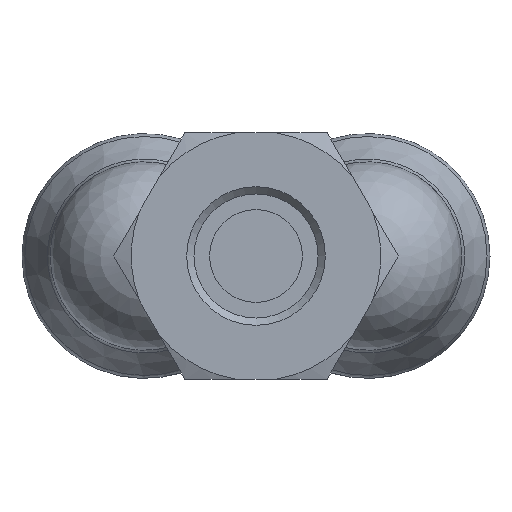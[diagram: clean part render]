
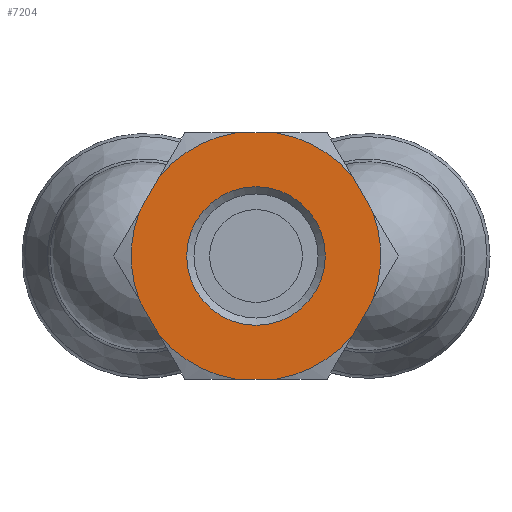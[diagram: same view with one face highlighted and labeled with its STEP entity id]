
A CAD part, front view. The second image highlights one B-rep face of the part: STEP entity #7204.
In plain terms, the highlighted face is planar.
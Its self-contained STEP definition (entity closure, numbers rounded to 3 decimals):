
#7080=CARTESIAN_POINT('',(-23.1,4.783,0.));
#7081=VERTEX_POINT('',#7080);
#7082=CARTESIAN_POINT('',(-23.1,0.,0.0));
#7083=DIRECTION('',(-1.0,0.0,0.0));
#7084=DIRECTION('',(0.0,-1.0,0.0));
#7085=AXIS2_PLACEMENT_3D('',#7082,#7083,#7084);
#7086=CIRCLE('',#7085,4.783);
#7087=EDGE_CURVE('',#7081,#7081,#7086,.T.);
#7092=CARTESIAN_POINT('',(-23.1,6.391,0.0));
#7093=DIRECTION('',(-1.0,0.0,0.0));
#7094=DIRECTION('',(0.0,0.0,1.0));
#7095=AXIS2_PLACEMENT_3D('',#7092,#7093,#7094);
#7096=PLANE('',#7095);
#7097=CARTESIAN_POINT('',(-23.1,8.063,3.035));
#7098=VERTEX_POINT('',#7097);
#7099=CARTESIAN_POINT('',(-23.1,8.063,-3.035));
#7100=VERTEX_POINT('',#7099);
#7101=CARTESIAN_POINT('',(-23.1,0.,0.0));
#7102=DIRECTION('',(-1.0,0.0,0.0));
#7103=DIRECTION('',(0.0,1.0,0.0));
#7104=AXIS2_PLACEMENT_3D('',#7101,#7102,#7103);
#7105=CIRCLE('',#7104,8.615);
#7106=EDGE_CURVE('',#7098,#7100,#7105,.T.);
#7107=ORIENTED_EDGE('',*,*,#7106,.T.);
#7108=CARTESIAN_POINT('',(-23.1,6.66,-5.465));
#7109=VERTEX_POINT('',#7108);
#7110=CARTESIAN_POINT('',(-23.1,6.66,-5.465));
#7111=DIRECTION('',(0.0,0.5,0.866));
#7112=VECTOR('',#7111,2.805);
#7113=LINE('',#7110,#7112);
#7114=EDGE_CURVE('',#7109,#7100,#7113,.T.);
#7115=ORIENTED_EDGE('',*,*,#7114,.F.);
#7116=CARTESIAN_POINT('',(-23.1,1.403,-8.5));
#7117=VERTEX_POINT('',#7116);
#7118=CARTESIAN_POINT('',(-23.1,0.,0.0));
#7119=DIRECTION('',(-1.0,0.0,0.0));
#7120=DIRECTION('',(0.0,1.0,0.0));
#7121=AXIS2_PLACEMENT_3D('',#7118,#7119,#7120);
#7122=CIRCLE('',#7121,8.615);
#7123=EDGE_CURVE('',#7109,#7117,#7122,.T.);
#7124=ORIENTED_EDGE('',*,*,#7123,.T.);
#7125=CARTESIAN_POINT('',(-23.1,-1.403,-8.5));
#7126=VERTEX_POINT('',#7125);
#7127=CARTESIAN_POINT('',(-23.1,-1.403,-8.5));
#7128=DIRECTION('',(0.0,1.0,0.0));
#7129=VECTOR('',#7128,2.805);
#7130=LINE('',#7127,#7129);
#7131=EDGE_CURVE('',#7126,#7117,#7130,.T.);
#7132=ORIENTED_EDGE('',*,*,#7131,.F.);
#7133=CARTESIAN_POINT('',(-23.1,-6.66,-5.465));
#7134=VERTEX_POINT('',#7133);
#7135=CARTESIAN_POINT('',(-23.1,0.,0.0));
#7136=DIRECTION('',(-1.0,0.0,0.0));
#7137=DIRECTION('',(0.0,1.0,0.0));
#7138=AXIS2_PLACEMENT_3D('',#7135,#7136,#7137);
#7139=CIRCLE('',#7138,8.615);
#7140=EDGE_CURVE('',#7126,#7134,#7139,.T.);
#7141=ORIENTED_EDGE('',*,*,#7140,.T.);
#7142=CARTESIAN_POINT('',(-23.1,-8.063,-3.035));
#7143=VERTEX_POINT('',#7142);
#7144=CARTESIAN_POINT('',(-23.1,-8.063,-3.035));
#7145=DIRECTION('',(0.0,0.5,-0.866));
#7146=VECTOR('',#7145,2.805);
#7147=LINE('',#7144,#7146);
#7148=EDGE_CURVE('',#7143,#7134,#7147,.T.);
#7149=ORIENTED_EDGE('',*,*,#7148,.F.);
#7150=CARTESIAN_POINT('',(-23.1,-8.063,3.035));
#7151=VERTEX_POINT('',#7150);
#7152=CARTESIAN_POINT('',(-23.1,0.,0.0));
#7153=DIRECTION('',(-1.0,0.0,0.0));
#7154=DIRECTION('',(0.0,1.0,0.0));
#7155=AXIS2_PLACEMENT_3D('',#7152,#7153,#7154);
#7156=CIRCLE('',#7155,8.615);
#7157=EDGE_CURVE('',#7143,#7151,#7156,.T.);
#7158=ORIENTED_EDGE('',*,*,#7157,.T.);
#7159=CARTESIAN_POINT('',(-23.1,-6.66,5.465));
#7160=VERTEX_POINT('',#7159);
#7161=CARTESIAN_POINT('',(-23.1,-6.66,5.465));
#7162=DIRECTION('',(0.0,-0.5,-0.866));
#7163=VECTOR('',#7162,2.805);
#7164=LINE('',#7161,#7163);
#7165=EDGE_CURVE('',#7160,#7151,#7164,.T.);
#7166=ORIENTED_EDGE('',*,*,#7165,.F.);
#7167=CARTESIAN_POINT('',(-23.1,-1.403,8.5));
#7168=VERTEX_POINT('',#7167);
#7169=CARTESIAN_POINT('',(-23.1,0.,0.0));
#7170=DIRECTION('',(-1.0,0.0,0.0));
#7171=DIRECTION('',(0.0,1.0,0.0));
#7172=AXIS2_PLACEMENT_3D('',#7169,#7170,#7171);
#7173=CIRCLE('',#7172,8.615);
#7174=EDGE_CURVE('',#7160,#7168,#7173,.T.);
#7175=ORIENTED_EDGE('',*,*,#7174,.T.);
#7176=CARTESIAN_POINT('',(-23.1,1.403,8.5));
#7177=VERTEX_POINT('',#7176);
#7178=CARTESIAN_POINT('',(-23.1,1.403,8.5));
#7179=DIRECTION('',(0.0,-1.0,0.0));
#7180=VECTOR('',#7179,2.805);
#7181=LINE('',#7178,#7180);
#7182=EDGE_CURVE('',#7177,#7168,#7181,.T.);
#7183=ORIENTED_EDGE('',*,*,#7182,.F.);
#7184=CARTESIAN_POINT('',(-23.1,6.66,5.465));
#7185=VERTEX_POINT('',#7184);
#7186=CARTESIAN_POINT('',(-23.1,0.,0.0));
#7187=DIRECTION('',(-1.0,0.0,0.0));
#7188=DIRECTION('',(0.0,1.0,0.0));
#7189=AXIS2_PLACEMENT_3D('',#7186,#7187,#7188);
#7190=CIRCLE('',#7189,8.615);
#7191=EDGE_CURVE('',#7177,#7185,#7190,.T.);
#7192=ORIENTED_EDGE('',*,*,#7191,.T.);
#7193=CARTESIAN_POINT('',(-23.1,8.063,3.035));
#7194=DIRECTION('',(0.0,-0.5,0.866));
#7195=VECTOR('',#7194,2.805);
#7196=LINE('',#7193,#7195);
#7197=EDGE_CURVE('',#7098,#7185,#7196,.T.);
#7198=ORIENTED_EDGE('',*,*,#7197,.F.);
#7199=EDGE_LOOP('',(#7107,#7115,#7124,#7132,#7141,#7149,#7158,#7166,#7175,#7183,#7192,#7198));
#7200=FACE_OUTER_BOUND('',#7199,.T.);
#7201=ORIENTED_EDGE('',*,*,#7087,.F.);
#7202=EDGE_LOOP('',(#7201));
#7203=FACE_BOUND('',#7202,.T.);
#7204=ADVANCED_FACE('',(#7200,#7203),#7096,.T.);
